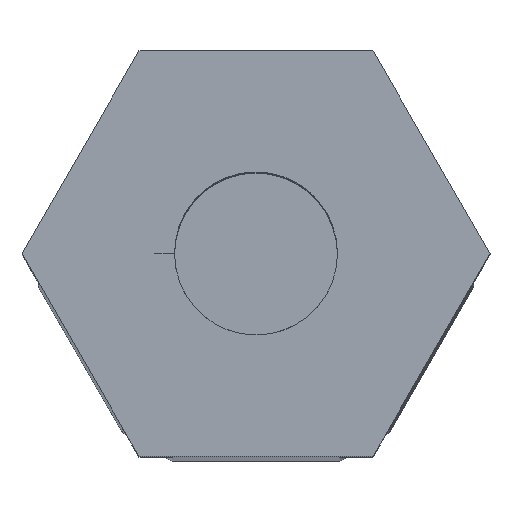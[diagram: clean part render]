
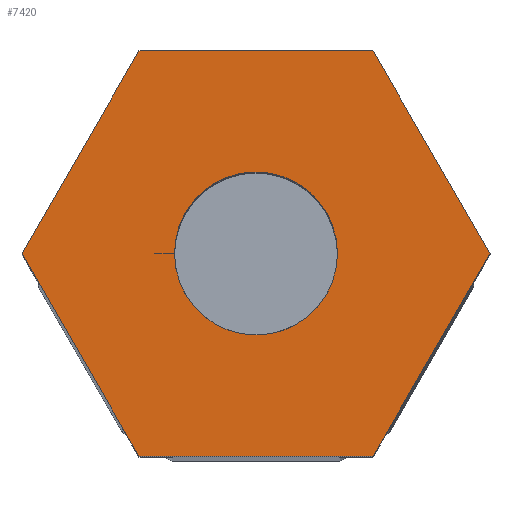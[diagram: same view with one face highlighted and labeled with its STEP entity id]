
A CAD part, top view. The second image highlights one B-rep face of the part: STEP entity #7420.
In plain terms, the highlighted planar face has unit normal (0, 0, 1).
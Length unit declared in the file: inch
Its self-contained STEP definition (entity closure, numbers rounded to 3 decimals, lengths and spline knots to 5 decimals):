
#48 = CIRCLE ( 'NONE', #5372, 0.1005 ) ;
#51 = DIRECTION ( 'NONE',  ( 1., 0., 0. ) ) ;
#233 = VERTEX_POINT ( 'NONE', #3443 ) ;
#309 = VECTOR ( 'NONE', #318, 39.37008 ) ;
#318 = DIRECTION ( 'NONE',  ( 0.5, -0.866, 0. ) ) ;
#358 = LINE ( 'NONE', #6783, #309 ) ;
#438 = VECTOR ( 'NONE', #1640, 39.37008 ) ;
#621 = EDGE_LOOP ( 'NONE', ( #7395, #1714 ) ) ;
#664 = LINE ( 'NONE', #1151, #4770 ) ;
#762 = ORIENTED_EDGE ( 'NONE', *, *, #3019, .T. ) ;
#1088 = CARTESIAN_POINT ( 'NONE',  ( 0.14434, 0.25, 1.7675 ) ) ;
#1103 = LINE ( 'NONE', #2835, #2792 ) ;
#1151 = CARTESIAN_POINT ( 'NONE',  ( 0.28868, 0., 1.7675 ) ) ;
#1181 = CARTESIAN_POINT ( 'NONE',  ( 0.14434, 0.25, 1.7675 ) ) ;
#1206 = VERTEX_POINT ( 'NONE', #1181 ) ;
#1209 = VERTEX_POINT ( 'NONE', #4159 ) ;
#1228 = DIRECTION ( 'NONE',  ( 0., 0., 1. ) ) ;
#1430 = VECTOR ( 'NONE', #2302, 39.37008 ) ;
#1551 = DIRECTION ( 'NONE',  ( 0.5, 0.866, 0. ) ) ;
#1611 = CARTESIAN_POINT ( 'NONE',  ( 0., 0., 1.7675 ) ) ;
#1630 = CARTESIAN_POINT ( 'NONE',  ( -0.14434, 0.25, 1.7675 ) ) ;
#1640 = DIRECTION ( 'NONE',  ( 1., 0., 0. ) ) ;
#1714 = ORIENTED_EDGE ( 'NONE', *, *, #2875, .F. ) ;
#1856 = CARTESIAN_POINT ( 'NONE',  ( 0., 0., 1.7675 ) ) ;
#1871 = EDGE_CURVE ( 'NONE', #5227, #1209, #358, .T. ) ;
#2118 = FACE_BOUND ( 'NONE', #621, .T. ) ;
#2147 = DIRECTION ( 'NONE',  ( 0., 0., 1. ) ) ;
#2302 = DIRECTION ( 'NONE',  ( -1., 0., 0. ) ) ;
#2310 = EDGE_CURVE ( 'NONE', #2360, #4332, #48, .T. ) ;
#2360 = VERTEX_POINT ( 'NONE', #3992 ) ;
#2633 = CARTESIAN_POINT ( 'NONE',  ( -0.14434, 0.25, 1.7675 ) ) ;
#2699 = EDGE_CURVE ( 'NONE', #1209, #4603, #7578, .T. ) ;
#2730 = FACE_OUTER_BOUND ( 'NONE', #5892, .T. ) ;
#2792 = VECTOR ( 'NONE', #1551, 39.37008 ) ;
#2835 = CARTESIAN_POINT ( 'NONE',  ( 0.14434, -0.25, 1.7675 ) ) ;
#2875 = EDGE_CURVE ( 'NONE', #4332, #2360, #5633, .T. ) ;
#3019 = EDGE_CURVE ( 'NONE', #3637, #5227, #5006, .T. ) ;
#3148 = DIRECTION ( 'NONE',  ( -0.5, -0.866, 0. ) ) ;
#3284 = CARTESIAN_POINT ( 'NONE',  ( -0.28868, 0., 1.7675 ) ) ;
#3431 = CARTESIAN_POINT ( 'NONE',  ( 0., 0., 1.7675 ) ) ;
#3443 = CARTESIAN_POINT ( 'NONE',  ( 0.28868, 0., 1.7675 ) ) ;
#3450 = CARTESIAN_POINT ( 'NONE',  ( 0.14434, -0.25, 1.7675 ) ) ;
#3637 = VERTEX_POINT ( 'NONE', #1630 ) ;
#3876 = DIRECTION ( 'NONE',  ( 1., 0., 0. ) ) ;
#3992 = CARTESIAN_POINT ( 'NONE',  ( -0.1005, 0., 1.7675 ) ) ;
#4094 = DIRECTION ( 'NONE',  ( -0.5, 0.866, 0. ) ) ;
#4159 = CARTESIAN_POINT ( 'NONE',  ( -0.14434, -0.25, 1.7675 ) ) ;
#4332 = VERTEX_POINT ( 'NONE', #5711 ) ;
#4598 = CARTESIAN_POINT ( 'NONE',  ( -0.14434, -0.25, 1.7675 ) ) ;
#4603 = VERTEX_POINT ( 'NONE', #3450 ) ;
#4641 = DIRECTION ( 'NONE',  ( 0., 0., 1. ) ) ;
#4770 = VECTOR ( 'NONE', #4094, 39.37008 ) ;
#5006 = LINE ( 'NONE', #2633, #6535 ) ;
#5217 = DIRECTION ( 'NONE',  ( 1., 0., 0. ) ) ;
#5227 = VERTEX_POINT ( 'NONE', #3284 ) ;
#5247 = AXIS2_PLACEMENT_3D ( 'NONE', #1856, #1228, #51 ) ;
#5301 = ORIENTED_EDGE ( 'NONE', *, *, #2699, .T. ) ;
#5372 = AXIS2_PLACEMENT_3D ( 'NONE', #3431, #2147, #5217 ) ;
#5408 = LINE ( 'NONE', #1088, #1430 ) ;
#5633 = CIRCLE ( 'NONE', #5247, 0.1005 ) ;
#5662 = PLANE ( 'NONE',  #5912 ) ;
#5711 = CARTESIAN_POINT ( 'NONE',  ( 0.1005, 0., 1.7675 ) ) ;
#5892 = EDGE_LOOP ( 'NONE', ( #5301, #7437, #7482, #6143, #762, #6975 ) ) ;
#5912 = AXIS2_PLACEMENT_3D ( 'NONE', #1611, #4641, #3876 ) ;
#6143 = ORIENTED_EDGE ( 'NONE', *, *, #7475, .T. ) ;
#6242 = EDGE_CURVE ( 'NONE', #233, #1206, #664, .T. ) ;
#6297 = EDGE_CURVE ( 'NONE', #4603, #233, #1103, .T. ) ;
#6535 = VECTOR ( 'NONE', #3148, 39.37008 ) ;
#6783 = CARTESIAN_POINT ( 'NONE',  ( -0.28868, 0., 1.7675 ) ) ;
#6975 = ORIENTED_EDGE ( 'NONE', *, *, #1871, .T. ) ;
#7395 = ORIENTED_EDGE ( 'NONE', *, *, #2310, .F. ) ;
#7420 = ADVANCED_FACE ( 'NONE', ( #2118, #2730 ), #5662, .T. ) ;
#7437 = ORIENTED_EDGE ( 'NONE', *, *, #6297, .T. ) ;
#7475 = EDGE_CURVE ( 'NONE', #1206, #3637, #5408, .T. ) ;
#7482 = ORIENTED_EDGE ( 'NONE', *, *, #6242, .T. ) ;
#7578 = LINE ( 'NONE', #4598, #438 ) ;
